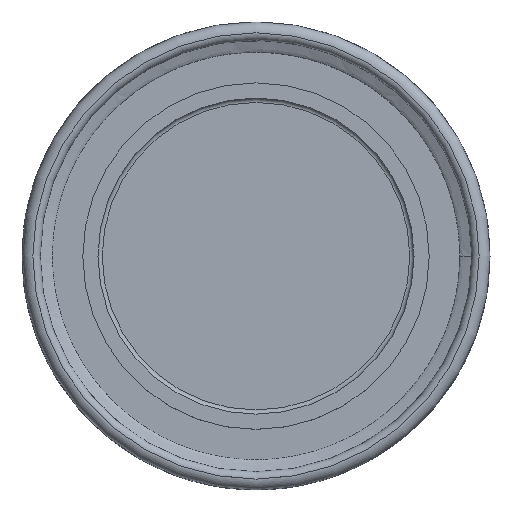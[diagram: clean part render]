
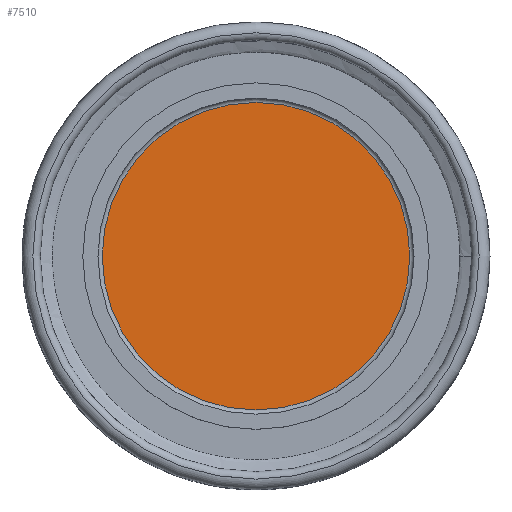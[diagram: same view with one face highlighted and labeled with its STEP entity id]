
A CAD part, top view. The second image highlights one B-rep face of the part: STEP entity #7510.
In plain terms, the highlighted planar face has unit normal (0, 0, 1).
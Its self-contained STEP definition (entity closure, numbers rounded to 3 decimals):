
#7420 = TOROIDAL_SURFACE('',#7421,25.302,0.698);
#7421 = AXIS2_PLACEMENT_3D('',#7422,#7423,#7424);
#7422 = CARTESIAN_POINT('',(0.,0.,3.698));
#7423 = DIRECTION('',(0.,0.,1.));
#7424 = DIRECTION('',(1.,0.,0.));
#7458 = EDGE_CURVE('',#7459,#7459,#7461,.T.);
#7459 = VERTEX_POINT('',#7460);
#7460 = CARTESIAN_POINT('',(25.302,0.,3.));
#7461 = SURFACE_CURVE('',#7462,(#7467,#7474),.PCURVE_S1.);
#7462 = CIRCLE('',#7463,25.302);
#7463 = AXIS2_PLACEMENT_3D('',#7464,#7465,#7466);
#7464 = CARTESIAN_POINT('',(0.,0.,3.));
#7465 = DIRECTION('',(0.,0.,-1.));
#7466 = DIRECTION('',(1.,0.,0.));
#7467 = PCURVE('',#7420,#7468);
#7468 = DEFINITIONAL_REPRESENTATION('',(#7469),#7473);
#7469 = LINE('',#7470,#7471);
#7470 = CARTESIAN_POINT('',(-0.,4.712));
#7471 = VECTOR('',#7472,1.);
#7472 = DIRECTION('',(-1.,0.));
#7473 = ( GEOMETRIC_REPRESENTATION_CONTEXT(2) 
PARAMETRIC_REPRESENTATION_CONTEXT() REPRESENTATION_CONTEXT('2D SPACE',''
  ) );
#7474 = PCURVE('',#7475,#7480);
#7475 = PLANE('',#7476);
#7476 = AXIS2_PLACEMENT_3D('',#7477,#7478,#7479);
#7477 = CARTESIAN_POINT('',(0.,0.,3.));
#7478 = DIRECTION('',(0.,0.,-1.));
#7479 = DIRECTION('',(1.,0.,0.));
#7480 = DEFINITIONAL_REPRESENTATION('',(#7481),#7485);
#7481 = CIRCLE('',#7482,25.302);
#7482 = AXIS2_PLACEMENT_2D('',#7483,#7484);
#7483 = CARTESIAN_POINT('',(0.,0.));
#7484 = DIRECTION('',(1.,-0.));
#7485 = ( GEOMETRIC_REPRESENTATION_CONTEXT(2) 
PARAMETRIC_REPRESENTATION_CONTEXT() REPRESENTATION_CONTEXT('2D SPACE',''
  ) );
#7510 = ADVANCED_FACE('',(#7511),#7475,.F.);
#7511 = FACE_BOUND('',#7512,.T.);
#7512 = EDGE_LOOP('',(#7513));
#7513 = ORIENTED_EDGE('',*,*,#7458,.F.);
